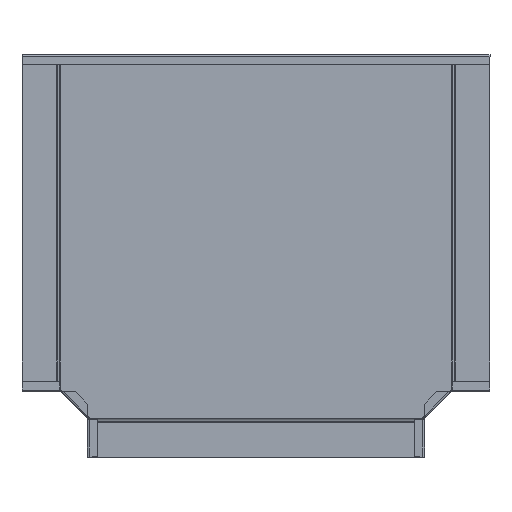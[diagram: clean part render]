
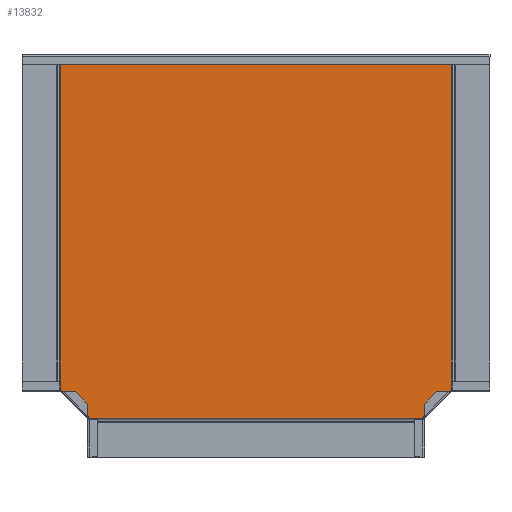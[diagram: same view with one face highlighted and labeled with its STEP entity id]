
A CAD part, top view. The second image highlights one B-rep face of the part: STEP entity #13832.
In plain terms, the highlighted planar face has unit normal (0, 0, 1).
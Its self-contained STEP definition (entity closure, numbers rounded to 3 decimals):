
#13152=DIRECTION('',(0.,1.,0.));
#13153=VECTOR('',#13152,1.972);
#13154=CARTESIAN_POINT('',(249.25,57.328,0.));
#13155=LINE('',#13154,#13153);
#13156=DIRECTION('',(0.,-1.,0.));
#13157=VECTOR('',#13156,1.972);
#13158=CARTESIAN_POINT('',(-249.25,59.3,0.));
#13159=LINE('',#13158,#13157);
#13160=DIRECTION('',(0.707,-0.707,0.));
#13161=VECTOR('',#13160,58.053);
#13162=CARTESIAN_POINT('',(-290.3,100.35,0.));
#13163=LINE('',#13162,#13161);
#13164=DIRECTION('',(1.,0.,0.));
#13165=VECTOR('',#13164,1.972);
#13166=CARTESIAN_POINT('',(-292.272,100.35,0.));
#13167=LINE('',#13166,#13165);
#13168=DIRECTION('',(1.,0.,0.));
#13169=VECTOR('',#13168,1.972);
#13170=CARTESIAN_POINT('',(290.3,100.35,0.));
#13171=LINE('',#13170,#13169);
#13172=DIRECTION('',(0.707,0.707,0.));
#13173=VECTOR('',#13172,58.053);
#13174=CARTESIAN_POINT('',(249.25,59.3,0.));
#13175=LINE('',#13174,#13173);
#13308=DIRECTION('',(-1.,0.,0.));
#13309=VECTOR('',#13308,498.5);
#13310=CARTESIAN_POINT('',(249.25,57.328,0.));
#13311=LINE('',#13310,#13309);
#13324=DIRECTION('',(0.,1.,0.));
#13325=VECTOR('',#13324,498.5);
#13326=CARTESIAN_POINT('',(-292.272,100.35,0.));
#13327=LINE('',#13326,#13325);
#13415=DIRECTION('',(1.,0.,0.));
#13416=VECTOR('',#13415,584.543);
#13417=CARTESIAN_POINT('',(-292.272,598.85,0.));
#13418=LINE('',#13417,#13416);
#13483=DIRECTION('',(0.,-1.,0.));
#13484=VECTOR('',#13483,498.5);
#13485=CARTESIAN_POINT('',(292.272,598.85,0.));
#13486=LINE('',#13485,#13484);
#13535=CARTESIAN_POINT('',(-290.3,100.35,0.));
#13536=VERTEX_POINT('',#13535);
#13537=CARTESIAN_POINT('',(-292.272,100.35,0.));
#13538=VERTEX_POINT('',#13537);
#13545=CARTESIAN_POINT('',(-292.272,598.85,0.));
#13546=CARTESIAN_POINT('',(292.272,598.85,0.));
#13547=VERTEX_POINT('',#13545);
#13548=VERTEX_POINT('',#13546);
#13590=CARTESIAN_POINT('',(249.25,59.3,0.));
#13591=VERTEX_POINT('',#13590);
#13592=CARTESIAN_POINT('',(249.25,57.328,0.));
#13593=VERTEX_POINT('',#13592);
#13600=CARTESIAN_POINT('',(-249.25,59.3,0.));
#13601=CARTESIAN_POINT('',(-249.25,57.328,0.));
#13602=VERTEX_POINT('',#13600);
#13603=VERTEX_POINT('',#13601);
#13630=CARTESIAN_POINT('',(290.3,100.35,0.));
#13631=CARTESIAN_POINT('',(292.272,100.35,0.));
#13632=VERTEX_POINT('',#13630);
#13633=VERTEX_POINT('',#13631);
#13807=CARTESIAN_POINT('',(-249.25,50.2,0.));
#13808=DIRECTION('',(0.,0.,1.));
#13809=DIRECTION('',(1.,0.,0.));
#13810=AXIS2_PLACEMENT_3D('',#13807,#13808,#13809);
#13811=PLANE('',#13810);
#13813=ORIENTED_EDGE('',*,*,#13812,.F.);
#13815=ORIENTED_EDGE('',*,*,#13814,.T.);
#13817=ORIENTED_EDGE('',*,*,#13816,.F.);
#13819=ORIENTED_EDGE('',*,*,#13818,.F.);
#13820=ORIENTED_EDGE('',*,*,#13659,.F.);
#13822=ORIENTED_EDGE('',*,*,#13821,.T.);
#13824=ORIENTED_EDGE('',*,*,#13823,.T.);
#13826=ORIENTED_EDGE('',*,*,#13825,.T.);
#13828=ORIENTED_EDGE('',*,*,#13827,.F.);
#13829=ORIENTED_EDGE('',*,*,#13797,.F.);
#13830=EDGE_LOOP('',(#13813,#13815,#13817,#13819,#13820,#13822,#13824,#13826,
#13828,#13829));
#13831=FACE_OUTER_BOUND('',#13830,.F.);
#13832=ADVANCED_FACE('',(#13831),#13811,.T.);
#13659=EDGE_CURVE('',#13538,#13536,#13167,.T.);
#13797=EDGE_CURVE('',#13591,#13632,#13175,.T.);
#13812=EDGE_CURVE('',#13593,#13591,#13155,.T.);
#13814=EDGE_CURVE('',#13593,#13603,#13311,.T.);
#13816=EDGE_CURVE('',#13602,#13603,#13159,.T.);
#13818=EDGE_CURVE('',#13536,#13602,#13163,.T.);
#13821=EDGE_CURVE('',#13538,#13547,#13327,.T.);
#13823=EDGE_CURVE('',#13547,#13548,#13418,.T.);
#13825=EDGE_CURVE('',#13548,#13633,#13486,.T.);
#13827=EDGE_CURVE('',#13632,#13633,#13171,.T.);
